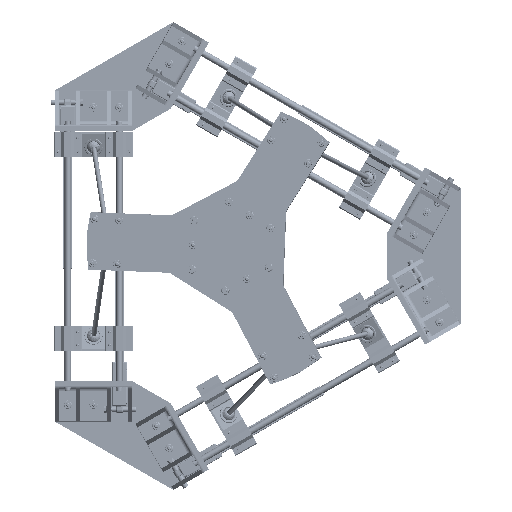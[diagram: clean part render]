
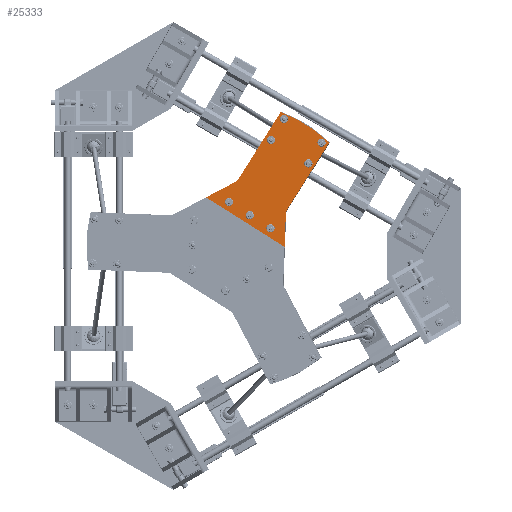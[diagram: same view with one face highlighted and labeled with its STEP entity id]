
A CAD part, left-side view. The second image highlights one B-rep face of the part: STEP entity #25333.
In plain terms, the highlighted face is planar.
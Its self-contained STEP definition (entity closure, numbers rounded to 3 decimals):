
#24648=CARTESIAN_POINT('Vertex',(35.,171.464,-6.)) ;
#24653=CARTESIAN_POINT('Axis2P3D Location',(0.,0.,-6.)) ;
#24657=CARTESIAN_POINT('Vertex',(-35.,171.464,-6.)) ;
#24692=CARTESIAN_POINT('Vertex',(-56.547,35.,-6.)) ;
#24695=CARTESIAN_POINT('Line Origine',(-28.274,35.,-6.)) ;
#24699=CARTESIAN_POINT('Vertex',(0.,35.,-6.)) ;
#24725=CARTESIAN_POINT('Vertex',(-32.75,45.,-6.)) ;
#24728=CARTESIAN_POINT('Axis2P3D Location',(-30.,45.,-6.)) ;
#24732=CARTESIAN_POINT('Vertex',(-27.25,45.,-6.)) ;
#24754=CARTESIAN_POINT('Axis2P3D Location',(-30.,45.,-6.)) ;
#24778=CARTESIAN_POINT('Line Origine',(28.274,35.,-6.)) ;
#24782=CARTESIAN_POINT('Vertex',(56.547,35.,-6.)) ;
#24848=CARTESIAN_POINT('Vertex',(-29.75,166.5,-6.)) ;
#24851=CARTESIAN_POINT('Axis2P3D Location',(-27.,166.5,-6.)) ;
#24855=CARTESIAN_POINT('Vertex',(-24.25,166.5,-6.)) ;
#24877=CARTESIAN_POINT('Axis2P3D Location',(-27.,166.5,-6.)) ;
#24905=CARTESIAN_POINT('Vertex',(24.25,166.5,-6.)) ;
#24908=CARTESIAN_POINT('Axis2P3D Location',(27.,166.5,-6.)) ;
#24912=CARTESIAN_POINT('Vertex',(29.75,166.5,-6.)) ;
#24934=CARTESIAN_POINT('Axis2P3D Location',(27.,166.5,-6.)) ;
#24962=CARTESIAN_POINT('Vertex',(-29.75,136.5,-6.)) ;
#24965=CARTESIAN_POINT('Axis2P3D Location',(-27.,136.5,-6.)) ;
#24969=CARTESIAN_POINT('Vertex',(-24.25,136.5,-6.)) ;
#24991=CARTESIAN_POINT('Axis2P3D Location',(-27.,136.5,-6.)) ;
#25019=CARTESIAN_POINT('Vertex',(29.75,136.5,-6.)) ;
#25022=CARTESIAN_POINT('Axis2P3D Location',(27.,136.5,-6.)) ;
#25026=CARTESIAN_POINT('Vertex',(24.25,136.5,-6.)) ;
#25048=CARTESIAN_POINT('Axis2P3D Location',(27.,136.5,-6.)) ;
#25074=CARTESIAN_POINT('Vertex',(-35.,75.,-6.)) ;
#25084=CARTESIAN_POINT('Line Origine',(-35.,123.232,-6.)) ;
#25105=CARTESIAN_POINT('Vertex',(-36.34,70.,-6.)) ;
#25110=CARTESIAN_POINT('Line Origine',(-46.443,52.5,-6.)) ;
#25146=CARTESIAN_POINT('Axis2P3D Location',(-45.,75.,-6.)) ;
#25185=CARTESIAN_POINT('Line Origine',(46.443,52.5,-6.)) ;
#25189=CARTESIAN_POINT('Vertex',(36.34,70.,-6.)) ;
#25217=CARTESIAN_POINT('Vertex',(35.,75.,-6.)) ;
#25222=CARTESIAN_POINT('Line Origine',(35.,123.232,-6.)) ;
#25244=CARTESIAN_POINT('Axis2P3D Location',(45.,75.,-6.)) ;
#25261=CARTESIAN_POINT('Axis2P3D Location',(0.,0.,-6.)) ;
#25297=CARTESIAN_POINT('Axis2P3D Location',(0.,45.,-6.)) ;
#25301=CARTESIAN_POINT('Vertex',(2.75,45.,-6.)) ;
#25303=CARTESIAN_POINT('Vertex',(-2.75,45.,-6.)) ;
#25306=CARTESIAN_POINT('Axis2P3D Location',(0.,45.,-6.)) ;
#25315=CARTESIAN_POINT('Axis2P3D Location',(30.,45.,-6.)) ;
#25319=CARTESIAN_POINT('Vertex',(32.75,45.,-6.)) ;
#25321=CARTESIAN_POINT('Vertex',(27.25,45.,-6.)) ;
#25324=CARTESIAN_POINT('Axis2P3D Location',(30.,45.,-6.)) ;
#24654=DIRECTION('Axis2P3D Direction',(0.,0.,1.)) ;
#24696=DIRECTION('Vector Direction',(-1.,0.,0.)) ;
#24729=DIRECTION('Axis2P3D Direction',(0.,0.,1.)) ;
#24755=DIRECTION('Axis2P3D Direction',(0.,0.,1.)) ;
#24779=DIRECTION('Vector Direction',(1.,0.,0.)) ;
#24852=DIRECTION('Axis2P3D Direction',(0.,0.,1.)) ;
#24878=DIRECTION('Axis2P3D Direction',(0.,0.,1.)) ;
#24909=DIRECTION('Axis2P3D Direction',(0.,0.,1.)) ;
#24935=DIRECTION('Axis2P3D Direction',(0.,0.,1.)) ;
#24966=DIRECTION('Axis2P3D Direction',(0.,0.,1.)) ;
#24992=DIRECTION('Axis2P3D Direction',(0.,0.,1.)) ;
#25023=DIRECTION('Axis2P3D Direction',(0.,0.,1.)) ;
#25049=DIRECTION('Axis2P3D Direction',(0.,0.,1.)) ;
#25085=DIRECTION('Vector Direction',(0.,1.,0.)) ;
#25111=DIRECTION('Vector Direction',(0.5,0.866,0.)) ;
#25147=DIRECTION('Axis2P3D Direction',(0.,0.,1.)) ;
#25186=DIRECTION('Vector Direction',(-0.5,0.866,0.)) ;
#25223=DIRECTION('Vector Direction',(0.,-1.,0.)) ;
#25245=DIRECTION('Axis2P3D Direction',(0.,0.,1.)) ;
#25262=DIRECTION('Axis2P3D Direction',(0.,0.,1.)) ;
#25263=DIRECTION('Axis2P3D XDirection',(1.,0.,0.)) ;
#25298=DIRECTION('Axis2P3D Direction',(0.,0.,1.)) ;
#25307=DIRECTION('Axis2P3D Direction',(0.,0.,1.)) ;
#25316=DIRECTION('Axis2P3D Direction',(0.,0.,1.)) ;
#25325=DIRECTION('Axis2P3D Direction',(0.,0.,1.)) ;
#24655=AXIS2_PLACEMENT_3D('Circle Axis2P3D',#24653,#24654,$) ;
#24730=AXIS2_PLACEMENT_3D('Circle Axis2P3D',#24728,#24729,$) ;
#24756=AXIS2_PLACEMENT_3D('Circle Axis2P3D',#24754,#24755,$) ;
#24853=AXIS2_PLACEMENT_3D('Circle Axis2P3D',#24851,#24852,$) ;
#24879=AXIS2_PLACEMENT_3D('Circle Axis2P3D',#24877,#24878,$) ;
#24910=AXIS2_PLACEMENT_3D('Circle Axis2P3D',#24908,#24909,$) ;
#24936=AXIS2_PLACEMENT_3D('Circle Axis2P3D',#24934,#24935,$) ;
#24967=AXIS2_PLACEMENT_3D('Circle Axis2P3D',#24965,#24966,$) ;
#24993=AXIS2_PLACEMENT_3D('Circle Axis2P3D',#24991,#24992,$) ;
#25024=AXIS2_PLACEMENT_3D('Circle Axis2P3D',#25022,#25023,$) ;
#25050=AXIS2_PLACEMENT_3D('Circle Axis2P3D',#25048,#25049,$) ;
#25148=AXIS2_PLACEMENT_3D('Circle Axis2P3D',#25146,#25147,$) ;
#25246=AXIS2_PLACEMENT_3D('Circle Axis2P3D',#25244,#25245,$) ;
#25264=AXIS2_PLACEMENT_3D('Plane Axis2P3D',#25261,#25262,#25263) ;
#25299=AXIS2_PLACEMENT_3D('Circle Axis2P3D',#25297,#25298,$) ;
#25308=AXIS2_PLACEMENT_3D('Circle Axis2P3D',#25306,#25307,$) ;
#25317=AXIS2_PLACEMENT_3D('Circle Axis2P3D',#25315,#25316,$) ;
#25326=AXIS2_PLACEMENT_3D('Circle Axis2P3D',#25324,#25325,$) ;
#25267=ORIENTED_EDGE('',*,*,#25191,.F.) ;
#25268=ORIENTED_EDGE('',*,*,#24784,.F.) ;
#25269=ORIENTED_EDGE('',*,*,#24701,.F.) ;
#25270=ORIENTED_EDGE('',*,*,#25114,.F.) ;
#25271=ORIENTED_EDGE('',*,*,#25150,.T.) ;
#25272=ORIENTED_EDGE('',*,*,#25088,.F.) ;
#25273=ORIENTED_EDGE('',*,*,#24659,.F.) ;
#25274=ORIENTED_EDGE('',*,*,#25226,.F.) ;
#25275=ORIENTED_EDGE('',*,*,#25248,.T.) ;
#25278=ORIENTED_EDGE('',*,*,#24758,.T.) ;
#25279=ORIENTED_EDGE('',*,*,#24734,.T.) ;
#25282=ORIENTED_EDGE('',*,*,#25028,.T.) ;
#25283=ORIENTED_EDGE('',*,*,#25052,.T.) ;
#25286=ORIENTED_EDGE('',*,*,#24971,.T.) ;
#25287=ORIENTED_EDGE('',*,*,#24995,.T.) ;
#25290=ORIENTED_EDGE('',*,*,#24914,.T.) ;
#25291=ORIENTED_EDGE('',*,*,#24938,.T.) ;
#25294=ORIENTED_EDGE('',*,*,#24857,.T.) ;
#25295=ORIENTED_EDGE('',*,*,#24881,.T.) ;
#25312=ORIENTED_EDGE('',*,*,#25305,.T.) ;
#25313=ORIENTED_EDGE('',*,*,#25310,.T.) ;
#25330=ORIENTED_EDGE('',*,*,#25323,.T.) ;
#25331=ORIENTED_EDGE('',*,*,#25328,.T.) ;
#25280=FACE_BOUND('',#25277,.T.) ;
#25284=FACE_BOUND('',#25281,.T.) ;
#25288=FACE_BOUND('',#25285,.T.) ;
#25292=FACE_BOUND('',#25289,.T.) ;
#25296=FACE_BOUND('',#25293,.T.) ;
#25314=FACE_BOUND('',#25311,.T.) ;
#25332=FACE_BOUND('',#25329,.T.) ;
#24697=VECTOR('Line Direction',#24696,1.) ;
#24780=VECTOR('Line Direction',#24779,1.) ;
#25086=VECTOR('Line Direction',#25085,1.) ;
#25112=VECTOR('Line Direction',#25111,1.) ;
#25187=VECTOR('Line Direction',#25186,1.) ;
#25224=VECTOR('Line Direction',#25223,1.) ;
#25333=ADVANCED_FACE('Bras',(#25276,#25280,#25284,#25288,#25292,#25296,#25314,#25332),#25265,.F.) ;
#24656=CIRCLE('generated circle',#24655,175.) ;
#24731=CIRCLE('generated circle',#24730,2.75) ;
#24757=CIRCLE('generated circle',#24756,2.75) ;
#24854=CIRCLE('generated circle',#24853,2.75) ;
#24880=CIRCLE('generated circle',#24879,2.75) ;
#24911=CIRCLE('generated circle',#24910,2.75) ;
#24937=CIRCLE('generated circle',#24936,2.75) ;
#24968=CIRCLE('generated circle',#24967,2.75) ;
#24994=CIRCLE('generated circle',#24993,2.75) ;
#25025=CIRCLE('generated circle',#25024,2.75) ;
#25051=CIRCLE('generated circle',#25050,2.75) ;
#25149=CIRCLE('generated circle',#25148,10.) ;
#25247=CIRCLE('generated circle',#25246,10.) ;
#25300=CIRCLE('generated circle',#25299,2.75) ;
#25309=CIRCLE('generated circle',#25308,2.75) ;
#25318=CIRCLE('generated circle',#25317,2.75) ;
#25327=CIRCLE('generated circle',#25326,2.75) ;
#24659=EDGE_CURVE('',#24649,#24658,#24656,.T.) ;
#24701=EDGE_CURVE('',#24693,#24700,#24698,.F.) ;
#24734=EDGE_CURVE('',#24733,#24726,#24731,.T.) ;
#24758=EDGE_CURVE('',#24726,#24733,#24757,.T.) ;
#24784=EDGE_CURVE('',#24700,#24783,#24781,.T.) ;
#24857=EDGE_CURVE('',#24856,#24849,#24854,.T.) ;
#24881=EDGE_CURVE('',#24849,#24856,#24880,.T.) ;
#24914=EDGE_CURVE('',#24913,#24906,#24911,.T.) ;
#24938=EDGE_CURVE('',#24906,#24913,#24937,.T.) ;
#24971=EDGE_CURVE('',#24970,#24963,#24968,.T.) ;
#24995=EDGE_CURVE('',#24963,#24970,#24994,.T.) ;
#25028=EDGE_CURVE('',#25027,#25020,#25025,.T.) ;
#25052=EDGE_CURVE('',#25020,#25027,#25051,.T.) ;
#25088=EDGE_CURVE('',#24658,#25075,#25087,.F.) ;
#25114=EDGE_CURVE('',#25106,#24693,#25113,.F.) ;
#25150=EDGE_CURVE('',#25106,#25075,#25149,.T.) ;
#25191=EDGE_CURVE('',#24783,#25190,#25188,.T.) ;
#25226=EDGE_CURVE('',#25218,#24649,#25225,.F.) ;
#25248=EDGE_CURVE('',#25218,#25190,#25247,.T.) ;
#25305=EDGE_CURVE('',#25302,#25304,#25300,.T.) ;
#25310=EDGE_CURVE('',#25304,#25302,#25309,.T.) ;
#25323=EDGE_CURVE('',#25320,#25322,#25318,.T.) ;
#25328=EDGE_CURVE('',#25322,#25320,#25327,.T.) ;
#25266=EDGE_LOOP('',(#25267,#25268,#25269,#25270,#25271,#25272,#25273,#25274,#25275)) ;
#25277=EDGE_LOOP('',(#25278,#25279)) ;
#25281=EDGE_LOOP('',(#25282,#25283)) ;
#25285=EDGE_LOOP('',(#25286,#25287)) ;
#25289=EDGE_LOOP('',(#25290,#25291)) ;
#25293=EDGE_LOOP('',(#25294,#25295)) ;
#25311=EDGE_LOOP('',(#25312,#25313)) ;
#25329=EDGE_LOOP('',(#25330,#25331)) ;
#25276=FACE_OUTER_BOUND('',#25266,.T.) ;
#24698=LINE('Line',#24695,#24697) ;
#24781=LINE('Line',#24778,#24780) ;
#25087=LINE('Line',#25084,#25086) ;
#25113=LINE('Line',#25110,#25112) ;
#25188=LINE('Line',#25185,#25187) ;
#25225=LINE('Line',#25222,#25224) ;
#25265=PLANE('Plane',#25264) ;
#24649=VERTEX_POINT('',#24648) ;
#24658=VERTEX_POINT('',#24657) ;
#24693=VERTEX_POINT('',#24692) ;
#24700=VERTEX_POINT('',#24699) ;
#24726=VERTEX_POINT('',#24725) ;
#24733=VERTEX_POINT('',#24732) ;
#24783=VERTEX_POINT('',#24782) ;
#24849=VERTEX_POINT('',#24848) ;
#24856=VERTEX_POINT('',#24855) ;
#24906=VERTEX_POINT('',#24905) ;
#24913=VERTEX_POINT('',#24912) ;
#24963=VERTEX_POINT('',#24962) ;
#24970=VERTEX_POINT('',#24969) ;
#25020=VERTEX_POINT('',#25019) ;
#25027=VERTEX_POINT('',#25026) ;
#25075=VERTEX_POINT('',#25074) ;
#25106=VERTEX_POINT('',#25105) ;
#25190=VERTEX_POINT('',#25189) ;
#25218=VERTEX_POINT('',#25217) ;
#25302=VERTEX_POINT('',#25301) ;
#25304=VERTEX_POINT('',#25303) ;
#25320=VERTEX_POINT('',#25319) ;
#25322=VERTEX_POINT('',#25321) ;
